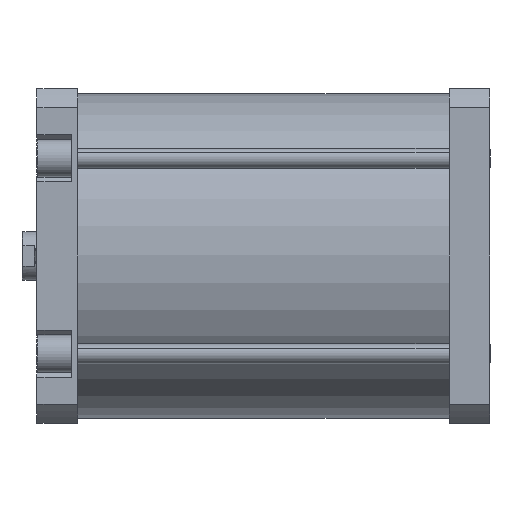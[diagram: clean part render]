
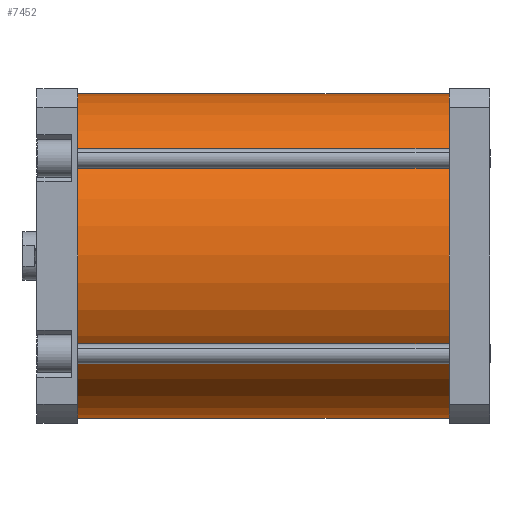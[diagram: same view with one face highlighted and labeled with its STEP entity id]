
A CAD part, front view. The second image highlights one B-rep face of the part: STEP entity #7452.
In plain terms, the highlighted cylindrical face has radius 131 mm (diameter 262 mm), a partial arc.
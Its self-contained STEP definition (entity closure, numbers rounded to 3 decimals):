
#300 = EDGE_CURVE ( 'NONE', #4544, #4834, #752, .T. ) ;
#303 = EDGE_CURVE ( 'NONE', #4544, #4503, #779, .T. ) ;
#307 = EDGE_CURVE ( 'NONE', #4834, #4500, #783, .T. ) ;
#340 = EDGE_CURVE ( 'NONE', #4503, #4500, #834, .T. ) ;
#752 = LINE ( 'NONE', #4024, #775 ) ;
#775 = VECTOR ( 'NONE', #4266, 1000. ) ;
#779 = CIRCLE ( 'NONE', #2156, 131. ) ;
#783 = CIRCLE ( 'NONE', #2164, 131. ) ;
#823 = VECTOR ( 'NONE', #4626, 1000. ) ;
#834 = LINE ( 'NONE', #4611, #823 ) ;
#1348 = FACE_OUTER_BOUND ( 'NONE', #7012, .T. ) ;
#1349 = CYLINDRICAL_SURFACE ( 'NONE', #2330, 131. ) ;
#2156 = AXIS2_PLACEMENT_3D ( 'NONE', #4515, #4517, #4518 ) ;
#2164 = AXIS2_PLACEMENT_3D ( 'NONE', #4528, #4529, #4531 ) ;
#2330 = AXIS2_PLACEMENT_3D ( 'NONE', #5930, #5924, #5890 ) ;
#4024 = CARTESIAN_POINT ( 'NONE',  ( 131., 0., 300. ) ) ;
#4266 = DIRECTION ( 'NONE',  ( 0., 0., -1. ) ) ;
#4500 = VERTEX_POINT ( 'NONE', #5452 ) ;
#4503 = VERTEX_POINT ( 'NONE', #5455 ) ;
#4515 = CARTESIAN_POINT ( 'NONE',  ( 0., 0., 300. ) ) ;
#4517 = DIRECTION ( 'NONE',  ( 0., 0., 1. ) ) ;
#4518 = DIRECTION ( 'NONE',  ( 1., 0., 0. ) ) ;
#4528 = CARTESIAN_POINT ( 'NONE',  ( 0., 0., 0. ) ) ;
#4529 = DIRECTION ( 'NONE',  ( 0., 0., 1. ) ) ;
#4531 = DIRECTION ( 'NONE',  ( 1., 0., 0. ) ) ;
#4544 = VERTEX_POINT ( 'NONE', #5459 ) ;
#4611 = CARTESIAN_POINT ( 'NONE',  ( -131., 0., 300. ) ) ;
#4626 = DIRECTION ( 'NONE',  ( 0., 0., -1. ) ) ;
#4834 = VERTEX_POINT ( 'NONE', #5525 ) ;
#5452 = CARTESIAN_POINT ( 'NONE',  ( -131., 0., 0. ) ) ;
#5455 = CARTESIAN_POINT ( 'NONE',  ( -131., 0., 300. ) ) ;
#5459 = CARTESIAN_POINT ( 'NONE',  ( 131., 0., 300. ) ) ;
#5525 = CARTESIAN_POINT ( 'NONE',  ( 131., 0., 0. ) ) ;
#5890 = DIRECTION ( 'NONE',  ( -1., 0., 0. ) ) ;
#5924 = DIRECTION ( 'NONE',  ( 0., 0., -1. ) ) ;
#5930 = CARTESIAN_POINT ( 'NONE',  ( 0., 0., 300. ) ) ;
#6880 = ORIENTED_EDGE ( 'NONE', *, *, #340, .F. ) ;
#6885 = ORIENTED_EDGE ( 'NONE', *, *, #307, .T. ) ;
#6899 = ORIENTED_EDGE ( 'NONE', *, *, #300, .T. ) ;
#6905 = ORIENTED_EDGE ( 'NONE', *, *, #303, .F. ) ;
#7012 = EDGE_LOOP ( 'NONE', ( #6905, #6899, #6885, #6880 ) ) ;
#7452 = ADVANCED_FACE ( 'NONE', ( #1348 ), #1349, .T. ) ;
